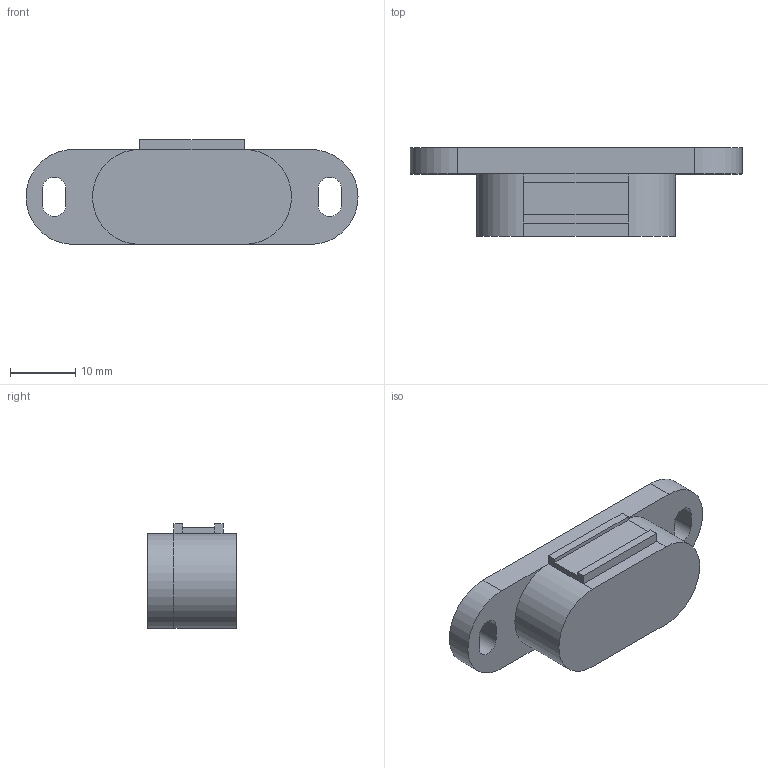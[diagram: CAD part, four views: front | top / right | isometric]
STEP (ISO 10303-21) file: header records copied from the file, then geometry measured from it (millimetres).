
FILE_DESCRIPTION(('FreeCAD Model'),'2;1');
FILE_NAME('door magnet.stp', '2015-04-28T14:45:35',('Author'),(''), 'Open CASCADE STEP processor 6.8','FreeCAD','Unknown');
FILE_SCHEMA(('AUTOMOTIVE_DESIGN_CC2 { 1 2 10303 214 -1 1 5 4 }'));
Length unit declared in the file: millimetre
Products named in the file (1): door_magnet
Bounding box: 50.7 x 13.5 x 16 mm (x, y, z)
Volume: 6500.7 mm3; surface area: 2723.7 mm2
Topology: 1 solids, 1 shells, 33 faces, 81 edges, 50 vertices
Faces by surface type: plane 25, cylinder 8
Entity records: 2085 total; most frequent: CARTESIAN_POINT 423, DIRECTION 311, LINE 211, VECTOR 211, ORIENTED_EDGE 162, PCURVE 162, DEFINITIONAL_REPRESENTATION 162, EDGE_CURVE 81
